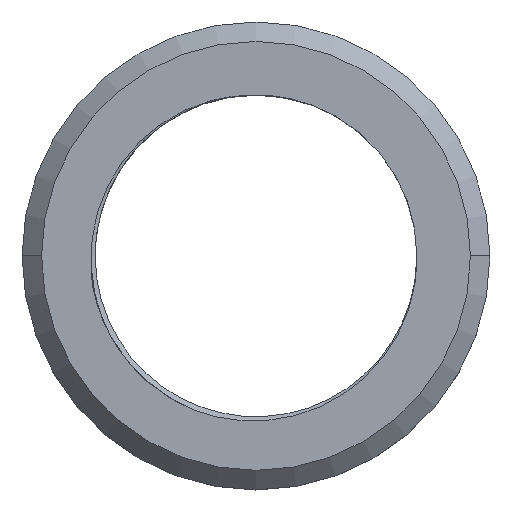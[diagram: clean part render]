
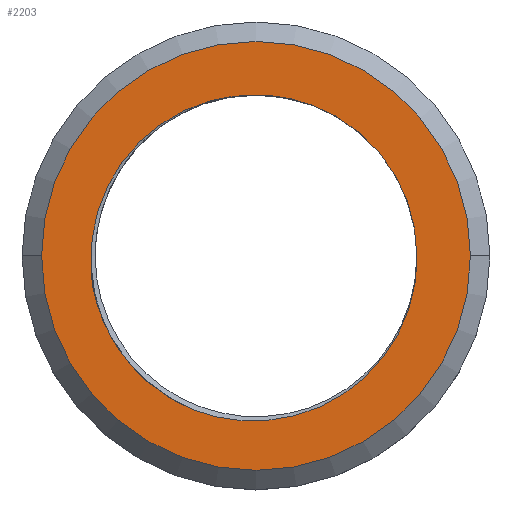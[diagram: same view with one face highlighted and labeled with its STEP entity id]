
A CAD part, top view. The second image highlights one B-rep face of the part: STEP entity #2203.
In plain terms, the highlighted planar face has unit normal (0, 0, 1).
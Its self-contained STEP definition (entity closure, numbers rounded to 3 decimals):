
#8 = AXIS2_PLACEMENT_3D ( 'NONE', #1783, #317, #1408 ) ;
#29 = CARTESIAN_POINT ( 'NONE',  ( -8.112, -2.661, 6. ) ) ;
#32 = AXIS2_PLACEMENT_3D ( 'NONE', #1338, #2630, #860 ) ;
#51 = CARTESIAN_POINT ( 'NONE',  ( -6.825, 4.875, 6. ) ) ;
#81 = EDGE_LOOP ( 'NONE', ( #2605, #1003, #2122, #2652 ) ) ;
#82 = VERTEX_POINT ( 'NONE', #530 ) ;
#98 = VERTEX_POINT ( 'NONE', #1845 ) ;
#139 = CARTESIAN_POINT ( 'NONE',  ( -1.544, -8.358, 6. ) ) ;
#151 = CARTESIAN_POINT ( 'NONE',  ( -3.195, -7.899, 6. ) ) ;
#165 = CARTESIAN_POINT ( 'NONE',  ( -1.884, -8.294, 6. ) ) ;
#216 = CARTESIAN_POINT ( 'NONE',  ( -7.21, 4.309, 6. ) ) ;
#242 = CARTESIAN_POINT ( 'NONE',  ( -4.573, 6.97, 6. ) ) ;
#265 = CARTESIAN_POINT ( 'NONE',  ( -5.137, 6.579, 6. ) ) ;
#266 = CARTESIAN_POINT ( 'NONE',  ( 0., 0., 6. ) ) ;
#317 = DIRECTION ( 'NONE',  ( 0., 0., 1. ) ) ;
#333 = CARTESIAN_POINT ( 'NONE',  ( 7.617, -3.331, 6. ) ) ;
#345 = CARTESIAN_POINT ( 'NONE',  ( 6.625, -5.115, 6. ) ) ;
#385 = CARTESIAN_POINT ( 'NONE',  ( -3.195, -7.899, 6. ) ) ;
#426 = CARTESIAN_POINT ( 'NONE',  ( -6.614, 5.149, 6. ) ) ;
#463 = CARTESIAN_POINT ( 'NONE',  ( 0., 8.25, 6. ) ) ;
#479 = CARTESIAN_POINT ( 'NONE',  ( -5.186, -6.853, 6. ) ) ;
#483 = B_SPLINE_CURVE_WITH_KNOTS ( 'NONE', 3,
 ( #1062, #1464, #479, #1915, #1670, #1902 ),
 .UNSPECIFIED., .F., .F.,
 ( 4, 2, 4 ),
 ( 0., 0.003, 0.007 ),
 .UNSPECIFIED. ) ;
#530 = CARTESIAN_POINT ( 'NONE',  ( 8.25, 0., 6. ) ) ;
#556 = CARTESIAN_POINT ( 'NONE',  ( 1.509, -8.333, 6. ) ) ;
#585 = CARTESIAN_POINT ( 'NONE',  ( 7.854, -2.69, 6. ) ) ;
#660 = CARTESIAN_POINT ( 'NONE',  ( -8.481, -0.616, 6. ) ) ;
#667 = DIRECTION ( 'NONE',  ( 0., 0., 1. ) ) ;
#670 = CARTESIAN_POINT ( 'NONE',  ( -5.916, 5.913, 6. ) ) ;
#682 = FACE_BOUND ( 'NONE', #81, .T. ) ;
#764 = CARTESIAN_POINT ( 'NONE',  ( 8.255, -0.344, 6. ) ) ;
#780 = EDGE_CURVE ( 'NONE', #82, #2165, #1788, .T. ) ;
#791 = CARTESIAN_POINT ( 'NONE',  ( 4.914, -6.798, 6. ) ) ;
#806 = CARTESIAN_POINT ( 'NONE',  ( 8.049, -2.039, 6. ) ) ;
#842 = CARTESIAN_POINT ( 'NONE',  ( -1.372, 8.188, 6. ) ) ;
#859 = CARTESIAN_POINT ( 'NONE',  ( -6.158, 5.669, 6. ) ) ;
#860 = DIRECTION ( 'NONE',  ( 1., 0., 0. ) ) ;
#870 = CARTESIAN_POINT ( 'NONE',  ( -8.386, 1.091, 6. ) ) ;
#930 = CIRCLE ( 'NONE', #8, 11. ) ;
#967 = CIRCLE ( 'NONE', #1676, 8.25 ) ;
#974 = EDGE_CURVE ( 'NONE', #2165, #1010, #483, .T. ) ;
#1003 = ORIENTED_EDGE ( 'NONE', *, *, #780, .T. ) ;
#1006 = CARTESIAN_POINT ( 'NONE',  ( 8.25, 0., 6. ) ) ;
#1010 = VERTEX_POINT ( 'NONE', #2174 ) ;
#1060 = FACE_OUTER_BOUND ( 'NONE', #2737, .T. ) ;
#1062 = CARTESIAN_POINT ( 'NONE',  ( -3.195, -7.899, 6. ) ) ;
#1079 = DIRECTION ( 'NONE',  ( 1., 0., 0. ) ) ;
#1100 = CARTESIAN_POINT ( 'NONE',  ( 0., 0., 6. ) ) ;
#1118 = CARTESIAN_POINT ( 'NONE',  ( -7.854, -3.305, 6. ) ) ;
#1119 = DIRECTION ( 'NONE',  ( -1., 0., 0. ) ) ;
#1181 = CARTESIAN_POINT ( 'NONE',  ( 8.239, -0.689, 6. ) ) ;
#1196 = CARTESIAN_POINT ( 'NONE',  ( 5.187, -6.585, 6. ) ) ;
#1225 = CARTESIAN_POINT ( 'NONE',  ( 5.701, -6.131, 6. ) ) ;
#1277 = CARTESIAN_POINT ( 'NONE',  ( -5.405, 6.368, 6. ) ) ;
#1281 = DIRECTION ( 'NONE',  ( 0., 0., -1. ) ) ;
#1338 = CARTESIAN_POINT ( 'NONE',  ( 0., 0., 6. ) ) ;
#1347 = VERTEX_POINT ( 'NONE', #1635 ) ;
#1408 = DIRECTION ( 'NONE',  ( 1., 0., 0. ) ) ;
#1440 = CARTESIAN_POINT ( 'NONE',  ( 7.477, -3.647, 6. ) ) ;
#1444 = CARTESIAN_POINT ( 'NONE',  ( -11., 0., 6. ) ) ;
#1464 = CARTESIAN_POINT ( 'NONE',  ( -4.233, -7.479, 6. ) ) ;
#1524 = CARTESIAN_POINT ( 'NONE',  ( -8.493, 0.069, 6. ) ) ;
#1579 = EDGE_CURVE ( 'NONE', #1010, #1347, #2395, .T. ) ;
#1635 = CARTESIAN_POINT ( 'NONE',  ( 0., 8.25, 6. ) ) ;
#1670 = CARTESIAN_POINT ( 'NONE',  ( -7.42, -4.336, 6. ) ) ;
#1676 = AXIS2_PLACEMENT_3D ( 'NONE', #266, #1281, #1119 ) ;
#1696 = CARTESIAN_POINT ( 'NONE',  ( -0.693, 8.262, 6. ) ) ;
#1725 = CARTESIAN_POINT ( 'NONE',  ( -8.29, -1.989, 6. ) ) ;
#1783 = CARTESIAN_POINT ( 'NONE',  ( 0., 0., 6. ) ) ;
#1788 = B_SPLINE_CURVE_WITH_KNOTS ( 'NONE', 3,
 ( #1006, #764, #1181, #2649, #806, #585, #333, #1440, #1815, #345, #2252, #1225, #1196, #791, #2450, #2291, #2048, #556, #2664, #2279, #139, #165, #2036, #1870, #151 ),
 .UNSPECIFIED., .F., .F.,
 ( 4, 2, 1, 2, 2, 2, 2, 2, 2, 2, 2, 2, 4 ),
 ( 0., 0.001, 0.002, 0.003, 0.004, 0.006, 0.007, 0.008, 0.01, 0.012, 0.014, 0.015, 0.017 ),
 .UNSPECIFIED. ) ;
#1815 = CARTESIAN_POINT ( 'NONE',  ( 7.007, -4.555, 6. ) ) ;
#1845 = CARTESIAN_POINT ( 'NONE',  ( 11., 0., 6. ) ) ;
#1858 = AXIS2_PLACEMENT_3D ( 'NONE', #1100, #667, #1079 ) ;
#1870 = CARTESIAN_POINT ( 'NONE',  ( -2.874, -8.023, 6. ) ) ;
#1902 = CARTESIAN_POINT ( 'NONE',  ( -7.854, -3.305, 6. ) ) ;
#1915 = CARTESIAN_POINT ( 'NONE',  ( -6.78, -5.281, 6. ) ) ;
#1927 = VERTEX_POINT ( 'NONE', #1444 ) ;
#1970 = CARTESIAN_POINT ( 'NONE',  ( -2.701, 7.875, 6. ) ) ;
#2036 = CARTESIAN_POINT ( 'NONE',  ( -2.548, -8.127, 6. ) ) ;
#2048 = CARTESIAN_POINT ( 'NONE',  ( 2.185, -8.17, 6. ) ) ;
#2061 = EDGE_CURVE ( 'NONE', #98, #1927, #2599, .T. ) ;
#2122 = ORIENTED_EDGE ( 'NONE', *, *, #974, .T. ) ;
#2151 = CARTESIAN_POINT ( 'NONE',  ( -7.836, 3.089, 6. ) ) ;
#2165 = VERTEX_POINT ( 'NONE', #385 ) ;
#2174 = CARTESIAN_POINT ( 'NONE',  ( -7.854, -3.305, 6. ) ) ;
#2203 = ADVANCED_FACE ( 'NONE', ( #1060, #682 ), #2399, .T. ) ;
#2241 = ORIENTED_EDGE ( 'NONE', *, *, #2645, .T. ) ;
#2252 = CARTESIAN_POINT ( 'NONE',  ( 5.944, -5.887, 6. ) ) ;
#2279 = CARTESIAN_POINT ( 'NONE',  ( -0.527, -8.487, 6. ) ) ;
#2291 = CARTESIAN_POINT ( 'NONE',  ( 3.468, -7.689, 6. ) ) ;
#2330 = CARTESIAN_POINT ( 'NONE',  ( -8.074, 2.438, 6. ) ) ;
#2354 = EDGE_CURVE ( 'NONE', #1347, #82, #967, .T. ) ;
#2363 = CARTESIAN_POINT ( 'NONE',  ( -7.697, 3.405, 6. ) ) ;
#2374 = CARTESIAN_POINT ( 'NONE',  ( -7.384, 4.015, 6. ) ) ;
#2395 = B_SPLINE_CURVE_WITH_KNOTS ( 'NONE', 3,
 ( #1118, #29, #1725, #660, #1524, #870, #2552, #2564, #2330, #2151, #2363, #2374, #216, #51, #426, #859, #670, #1277, #265, #242, #2533, #2577, #1970, #842, #1696, #463 ),
 .UNSPECIFIED., .F., .F.,
 ( 4, 2, 2, 2, 2, 2, 2, 2, 2, 2, 2, 2, 4 ),
 ( 0., 0.002, 0.004, 0.005, 0.006, 0.007, 0.008, 0.009, 0.01, 0.011, 0.012, 0.015, 0.017 ),
 .UNSPECIFIED. ) ;
#2399 = PLANE ( 'NONE',  #32 ) ;
#2436 = ORIENTED_EDGE ( 'NONE', *, *, #2061, .T. ) ;
#2450 = CARTESIAN_POINT ( 'NONE',  ( 4.07, -7.376, 6. ) ) ;
#2533 = CARTESIAN_POINT ( 'NONE',  ( -4.275, 7.151, 6. ) ) ;
#2552 = CARTESIAN_POINT ( 'NONE',  ( -8.329, 1.433, 6. ) ) ;
#2564 = CARTESIAN_POINT ( 'NONE',  ( -8.173, 2.107, 6. ) ) ;
#2577 = CARTESIAN_POINT ( 'NONE',  ( -3.356, 7.632, 6. ) ) ;
#2599 = CIRCLE ( 'NONE', #1858, 11. ) ;
#2605 = ORIENTED_EDGE ( 'NONE', *, *, #2354, .T. ) ;
#2630 = DIRECTION ( 'NONE',  ( 0., 0., 1. ) ) ;
#2645 = EDGE_CURVE ( 'NONE', #1927, #98, #930, .T. ) ;
#2649 = CARTESIAN_POINT ( 'NONE',  ( 8.165, -1.369, 6. ) ) ;
#2652 = ORIENTED_EDGE ( 'NONE', *, *, #1579, .T. ) ;
#2664 = CARTESIAN_POINT ( 'NONE',  ( 0.151, -8.49, 6. ) ) ;
#2737 = EDGE_LOOP ( 'NONE', ( #2241, #2436 ) ) ;
